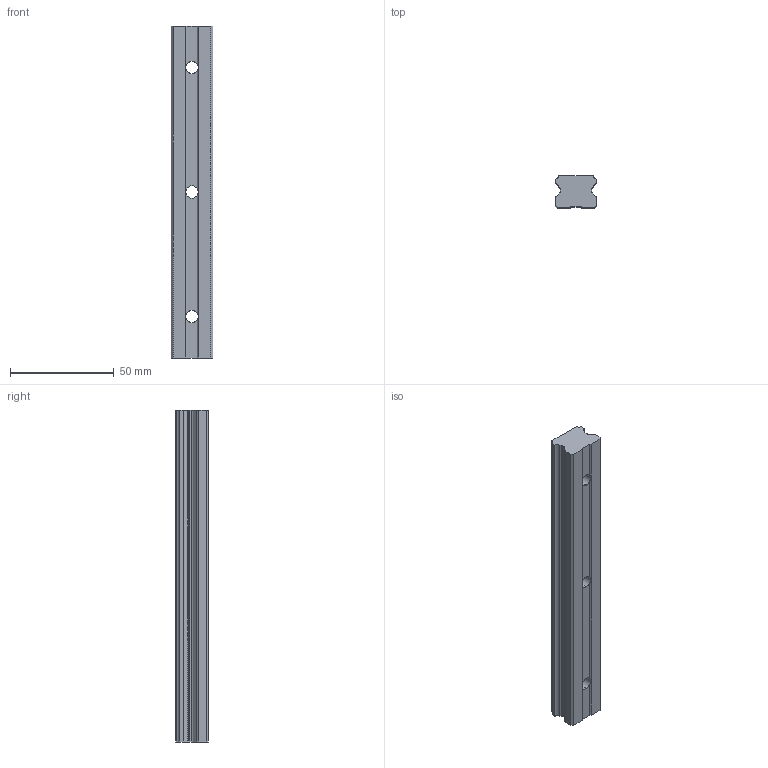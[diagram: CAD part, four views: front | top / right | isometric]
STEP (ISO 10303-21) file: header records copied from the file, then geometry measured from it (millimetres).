
FILE_DESCRIPTION (( 'STEP AP203' ), '1' );
FILE_NAME ('EGR20R.STEP', '2007-01-12T08:55:26', ( 'HIWIN GmbH' ), ( '77654 Offenburg' ), 'SwSTEP 2.0', 'SolidWorks 2006104', '' );
FILE_SCHEMA (( 'CONFIG_CONTROL_DESIGN' ));
Length unit declared in the file: millimetre
Products named in the file (1): EGR20R
Bounding box: 20 x 15.5 x 160 mm (x, y, z)
Volume: 42319.7 mm3; surface area: 13172 mm2
Topology: 1 solids, 1 shells, 60 faces, 168 edges, 110 vertices
Faces by surface type: plane 34, cylinder 26
Entity records: 2032 total; most frequent: CARTESIAN_POINT 378, ORIENTED_EDGE 336, DIRECTION 335, EDGE_CURVE 168, AXIS2_PLACEMENT_3D 119, VERTEX_POINT 110, VECTOR 97, LINE 97
